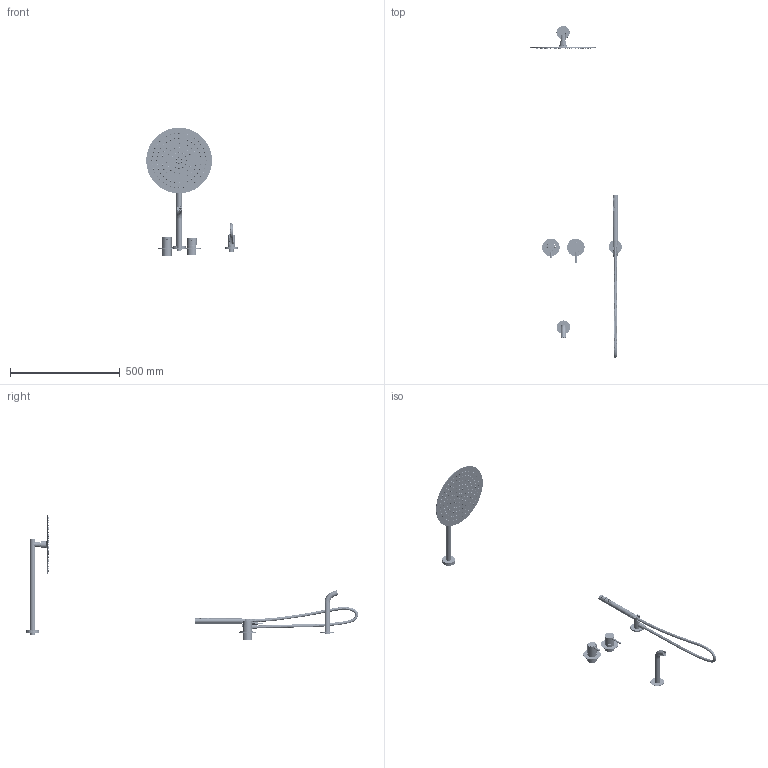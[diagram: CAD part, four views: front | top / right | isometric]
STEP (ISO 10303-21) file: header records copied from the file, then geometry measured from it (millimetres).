
FILE_DESCRIPTION (( 'STEP AP203' ), '1' );
FILE_NAME ('39D312967.STEP', '2025-11-24T12:26:03', ( '' ), ( '' ), 'SwSTEP 2.0', 'SolidWorks 2021', '' );
FILE_SCHEMA (( 'CONFIG_CONTROL_DESIGN' ));
Length unit declared in the file: millimetre
Products named in the file (1): 39D312967
Bounding box: 417.8 x 1513.4 x 586.88 mm (x, y, z)
Surface area: 718339.5 mm2 (no closed solid volume)
Topology: 0 solids, 29 shells, 5627 faces, 14340 edges, 9431 vertices
Faces by surface type: bspline 1636, plane 1513, cylinder 1501, cone 874, torus 74, sphere 29
Entity records: 229413 total; most frequent: CARTESIAN_POINT 96685, ORIENTED_EDGE 28620, DIRECTION 26972, EDGE_CURVE 14312, AXIS2_PLACEMENT_3D 11386, VERTEX_POINT 9431, CIRCLE 7394, EDGE_LOOP 7071
